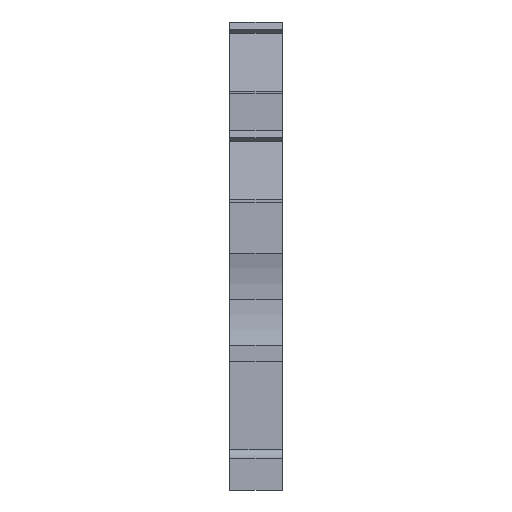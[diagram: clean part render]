
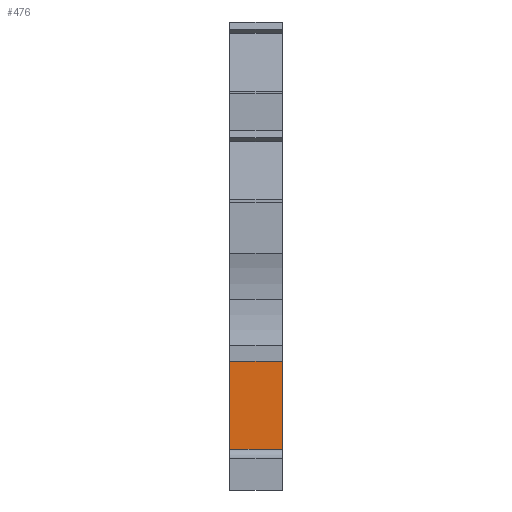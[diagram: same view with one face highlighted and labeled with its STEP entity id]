
A CAD part, front view. The second image highlights one B-rep face of the part: STEP entity #476.
In plain terms, the highlighted planar face has unit normal (0, -1, 0).
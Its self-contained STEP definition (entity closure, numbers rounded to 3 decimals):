
#476=ADVANCED_FACE('',(#1047),#1048,.F.);
#1047=FACE_OUTER_BOUND('',#1712,.T.);
#1048=PLANE('',#1713);
#1712=EDGE_LOOP('',(#3210,#3211,#3212,#3213,#3214,#3215));
#1713=AXIS2_PLACEMENT_3D('',#3216,#3217,#3218);
#3210=ORIENTED_EDGE('',*,*,#4647,.T.);
#3211=ORIENTED_EDGE('',*,*,#4589,.F.);
#3212=ORIENTED_EDGE('',*,*,#4648,.F.);
#3213=ORIENTED_EDGE('',*,*,#4649,.F.);
#3214=ORIENTED_EDGE('',*,*,#4645,.F.);
#3215=ORIENTED_EDGE('',*,*,#4339,.T.);
#3216=CARTESIAN_POINT('',(5.15,3.6,2.5));
#3217=DIRECTION('',(0.,1.0,0.));
#3218=DIRECTION('',(1.0,0.,0.));
#4339=EDGE_CURVE('',#5340,#5338,#5341,.T.);
#4589=EDGE_CURVE('',#5690,#5692,#5693,.T.);
#4645=EDGE_CURVE('',#5340,#5783,#5786,.T.);
#4647=EDGE_CURVE('',#5338,#5692,#5788,.T.);
#4648=EDGE_CURVE('',#5789,#5690,#5790,.T.);
#4649=EDGE_CURVE('',#5783,#5789,#5791,.T.);
#5338=VERTEX_POINT('',#7982);
#5340=VERTEX_POINT('',#7985);
#5341=LINE('',#7986,#7987);
#5690=VERTEX_POINT('',#9239);
#5692=VERTEX_POINT('',#9242);
#5693=LINE('',#9243,#9244);
#5783=VERTEX_POINT('',#9379);
#5786=LINE('',#9384,#9385);
#5788=LINE('',#9387,#9388);
#5789=VERTEX_POINT('',#9389);
#5790=LINE('',#9390,#9391);
#5791=LINE('',#9392,#9393);
#7982=CARTESIAN_POINT('',(5.15,3.6,12.6));
#7985=CARTESIAN_POINT('',(5.15,3.6,1.5));
#7986=CARTESIAN_POINT('',(5.15,3.6,-11.673));
#7987=VECTOR('',#10567,1.0);
#9239=CARTESIAN_POINT('',(0.,3.6,4.));
#9242=CARTESIAN_POINT('',(0.0,3.6,12.6));
#9243=CARTESIAN_POINT('',(0.,3.6,-11.673));
#9244=VECTOR('',#10770,1.0);
#9379=CARTESIAN_POINT('',(1.,3.6,1.5));
#9384=CARTESIAN_POINT('',(5.15,3.6,1.5));
#9385=VECTOR('',#10821,1.0);
#9387=CARTESIAN_POINT('',(5.15,3.6,12.6));
#9388=VECTOR('',#10822,1.0);
#9389=CARTESIAN_POINT('',(1.,3.6,4.));
#9390=CARTESIAN_POINT('',(5.15,3.6,4.));
#9391=VECTOR('',#10823,1.0);
#9392=CARTESIAN_POINT('',(1.0,3.6,6.5));
#9393=VECTOR('',#10824,1.0);
#10567=DIRECTION('',(0.,0.,1.0));
#10770=DIRECTION('',(0.,0.,1.0));
#10821=DIRECTION('',(-1.0,0.,0.));
#10822=DIRECTION('',(-1.0,0.,0.));
#10823=DIRECTION('',(-1.0,0.,0.));
#10824=DIRECTION('',(0.,0.,1.0));
